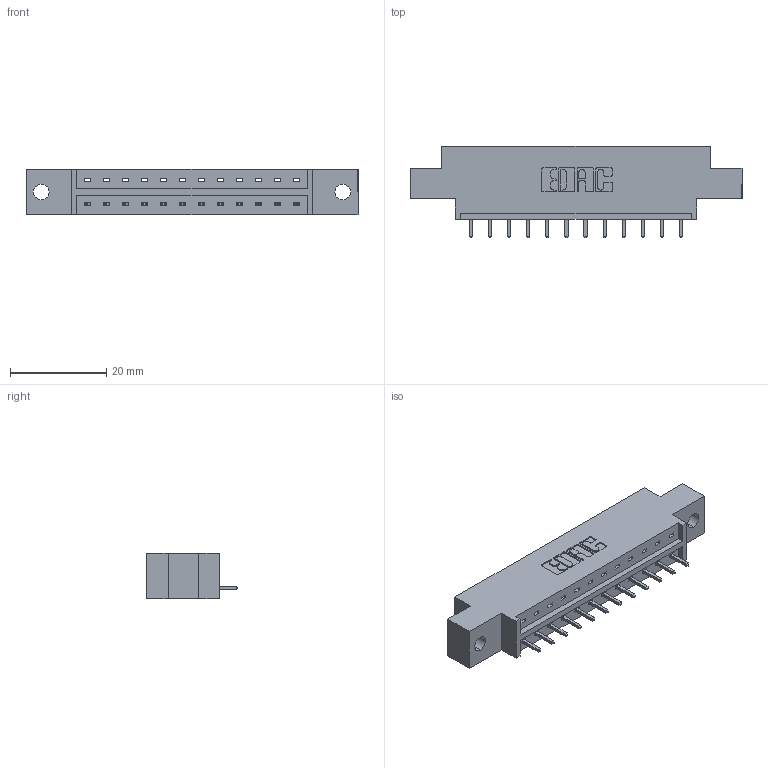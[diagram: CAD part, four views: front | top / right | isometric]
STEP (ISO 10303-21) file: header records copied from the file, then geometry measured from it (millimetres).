
FILE_DESCRIPTION (( 'STEP AP203' ), '1' );
FILE_NAME ('833-012-521-602.STEP', '2020-05-30T21:01:04', ( '' ), ( '' ), 'SwSTEP 2.0', 'SolidWorks 2020', '' );
FILE_SCHEMA (( 'CONFIG_CONTROL_DESIGN' ));
Length unit declared in the file: inch
Products named in the file (3): 345-292-001_345-293-121; 833 Part_Offset - .128 Dia; 833-012-521-602
Assembly tree (13 placements, depth 2):
  833-012-521-602
    833 Part_Offset - .128 Dia
    345-292-001_345-293-121  x12
Bounding box: 69.09 x 19.06 x 9.4 mm (x, y, z)
Volume: 6395.6 mm3; surface area: 6507.7 mm2
Topology: 13 solids, 13 shells, 814 faces, 2435 edges, 1606 vertices
Faces by surface type: plane 578, cylinder 236
Entity records: 11369 total; most frequent: CARTESIAN_POINT 1974, ORIENTED_EDGE 1922, DIRECTION 1725, EDGE_CURVE 961, LINE 833, VECTOR 833, VERTEX_POINT 638, AXIS2_PLACEMENT_3D 446
